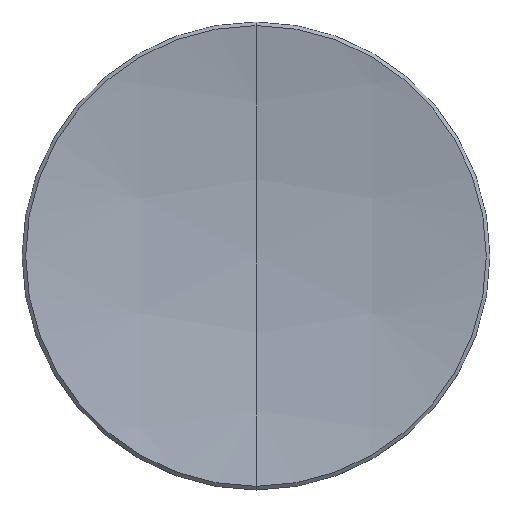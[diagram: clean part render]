
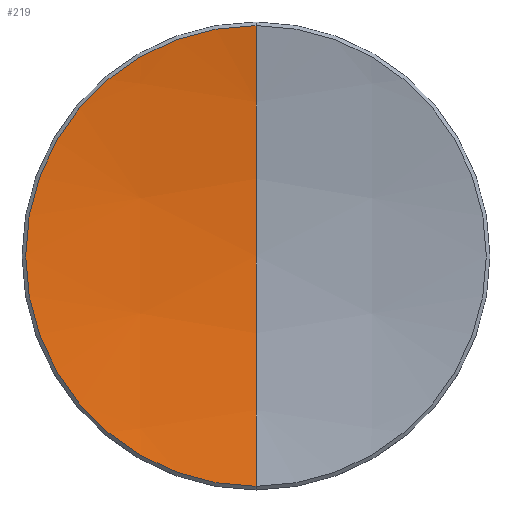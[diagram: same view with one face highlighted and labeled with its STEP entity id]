
A CAD part, top view. The second image highlights one B-rep face of the part: STEP entity #219.
In plain terms, the highlighted spherical face has radius 70.133 mm.
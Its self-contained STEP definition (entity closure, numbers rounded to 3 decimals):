
#7 = DIRECTION ( 'NONE',  ( 0., 1., 0. ) ) ;
#20 = VERTEX_POINT ( 'NONE', #285 ) ;
#32 = EDGE_CURVE ( 'NONE', #248, #20, #150, .T. ) ;
#34 = EDGE_LOOP ( 'NONE', ( #104, #228, #98 ) ) ;
#46 = DIRECTION ( 'NONE',  ( 0., -1., 0. ) ) ;
#91 = CIRCLE ( 'NONE', #179, 70.133 ) ;
#98 = ORIENTED_EDGE ( 'NONE', *, *, #106, .F. ) ;
#99 = FACE_OUTER_BOUND ( 'NONE', #34, .T. ) ;
#104 = ORIENTED_EDGE ( 'NONE', *, *, #32, .T. ) ;
#106 = EDGE_CURVE ( 'NONE', #248, #186, #269, .T. ) ;
#114 = SPHERICAL_SURFACE ( 'NONE', #167, 70.133 ) ;
#145 = CARTESIAN_POINT ( 'NONE',  ( 0., 0., 70.553 ) ) ;
#148 = CARTESIAN_POINT ( 'NONE',  ( 0., 0., 70.553 ) ) ;
#150 = CIRCLE ( 'NONE', #205, 12.503 ) ;
#167 = AXIS2_PLACEMENT_3D ( 'NONE', #220, #295, #7 ) ;
#169 = EDGE_CURVE ( 'NONE', #20, #186, #91, .T. ) ;
#179 = AXIS2_PLACEMENT_3D ( 'NONE', #148, #192, #292 ) ;
#186 = VERTEX_POINT ( 'NONE', #262 ) ;
#189 = CARTESIAN_POINT ( 'NONE',  ( 0., 0., 1.544 ) ) ;
#192 = DIRECTION ( 'NONE',  ( 1., 0., 0. ) ) ;
#205 = AXIS2_PLACEMENT_3D ( 'NONE', #189, #282, #46 ) ;
#215 = AXIS2_PLACEMENT_3D ( 'NONE', #145, #236, #289 ) ;
#217 = CARTESIAN_POINT ( 'NONE',  ( 0., 12.503, 1.544 ) ) ;
#219 = ADVANCED_FACE ( 'NONE', ( #99 ), #114, .F. ) ;
#220 = CARTESIAN_POINT ( 'NONE',  ( 0., 0., 70.553 ) ) ;
#228 = ORIENTED_EDGE ( 'NONE', *, *, #169, .T. ) ;
#236 = DIRECTION ( 'NONE',  ( -1., 0., 0. ) ) ;
#248 = VERTEX_POINT ( 'NONE', #217 ) ;
#262 = CARTESIAN_POINT ( 'NONE',  ( 0., 0., 0.42 ) ) ;
#269 = CIRCLE ( 'NONE', #215, 70.133 ) ;
#282 = DIRECTION ( 'NONE',  ( 0., 0., 1. ) ) ;
#285 = CARTESIAN_POINT ( 'NONE',  ( 0., -12.503, 1.544 ) ) ;
#289 = DIRECTION ( 'NONE',  ( 0., 0., 1. ) ) ;
#292 = DIRECTION ( 'NONE',  ( 0., 1., 0. ) ) ;
#295 = DIRECTION ( 'NONE',  ( 1., 0., 0. ) ) ;
